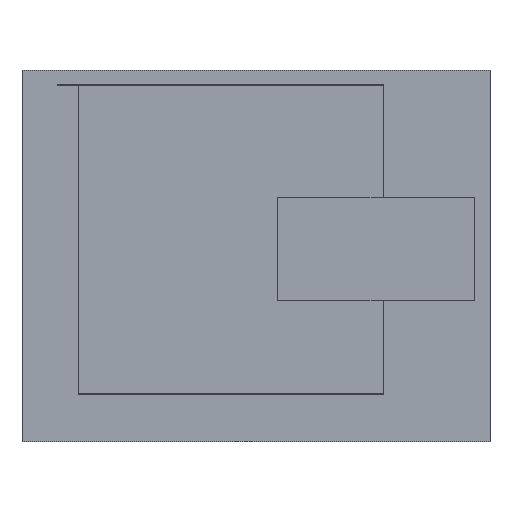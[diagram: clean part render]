
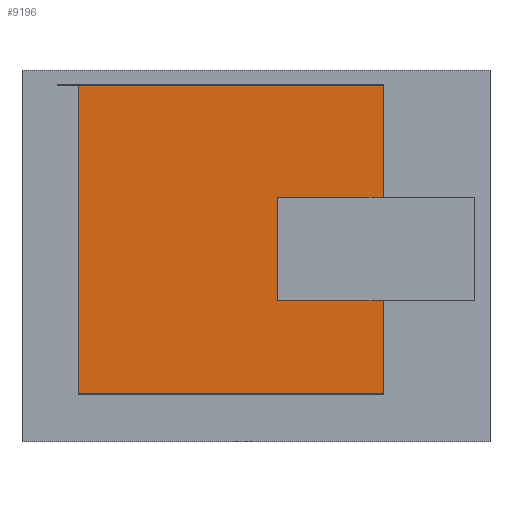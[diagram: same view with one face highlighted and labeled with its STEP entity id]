
A CAD part, front view. The second image highlights one B-rep face of the part: STEP entity #9196.
In plain terms, the highlighted planar face has unit normal (0, -1, 0).
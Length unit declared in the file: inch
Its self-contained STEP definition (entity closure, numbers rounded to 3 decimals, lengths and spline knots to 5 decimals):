
#8827=DIRECTION('',(0.,0.,-1.));
#8828=VECTOR('',#8827,1488.);
#8829=CARTESIAN_POINT('',(0.,-96.,744.));
#8830=LINE('',#8829,#8828);
#8889=DIRECTION('',(1.,0.,0.));
#8890=VECTOR('',#8889,1512.);
#8891=CARTESIAN_POINT('',(0.,-96.,-744.));
#8892=LINE('',#8891,#8890);
#8901=DIRECTION('',(1.,0.,0.));
#8902=VECTOR('',#8901,1512.);
#8903=CARTESIAN_POINT('',(0.,-96.,744.));
#8904=LINE('',#8903,#8902);
#8926=DIRECTION('',(0.,0.,-1.));
#8927=VECTOR('',#8926,1488.);
#8928=CARTESIAN_POINT('',(1512.,-96.,744.));
#8929=LINE('',#8928,#8927);
#8974=CARTESIAN_POINT('',(0.,-96.,744.));
#8976=VERTEX_POINT('',#8974);
#8977=CARTESIAN_POINT('',(0.,-96.,-744.));
#8978=VERTEX_POINT('',#8977);
#8986=CARTESIAN_POINT('',(1512.,-96.,744.));
#8988=VERTEX_POINT('',#8986);
#8989=CARTESIAN_POINT('',(1512.,-96.,-744.));
#8990=VERTEX_POINT('',#8989);
#9183=CARTESIAN_POINT('',(0.,-96.,744.));
#9184=DIRECTION('',(0.,-1.,0.));
#9185=DIRECTION('',(0.,0.,-1.));
#9186=AXIS2_PLACEMENT_3D('',#9183,#9184,#9185);
#9187=PLANE('',#9186);
#9188=ORIENTED_EDGE('',*,*,#9048,.F.);
#9190=ORIENTED_EDGE('',*,*,#9189,.T.);
#9192=ORIENTED_EDGE('',*,*,#9191,.T.);
#9193=ORIENTED_EDGE('',*,*,#9173,.F.);
#9194=EDGE_LOOP('',(#9188,#9190,#9192,#9193));
#9195=FACE_OUTER_BOUND('',#9194,.F.);
#9196=ADVANCED_FACE('',(#9195),#9187,.T.);
#9048=EDGE_CURVE('',#8976,#8978,#8830,.T.);
#9173=EDGE_CURVE('',#8978,#8990,#8892,.T.);
#9189=EDGE_CURVE('',#8976,#8988,#8904,.T.);
#9191=EDGE_CURVE('',#8988,#8990,#8929,.T.);
